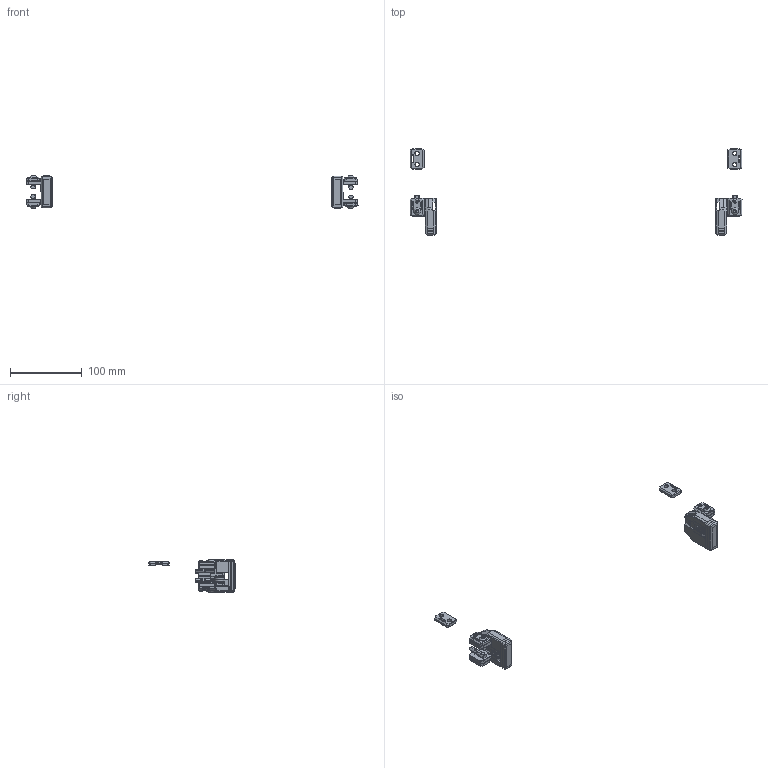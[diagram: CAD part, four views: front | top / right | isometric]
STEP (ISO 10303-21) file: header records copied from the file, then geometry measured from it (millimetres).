
FILE_DESCRIPTION(/* description */ (''),/* implementation_level */ '2;1');
FILE_NAME(/* name */ 'Front Idler DoubleT x genevamotion x AndyABG V2.4beta v13.step',/* time_stamp */ '2024-02-26T13:49:28-06:00',/* author */ (''),/* organization */ (''),/* preprocessor_version */ 'ST-DEVELOPER v20',/* originating_system */ 'Autodesk Translation Framework v12.20.1.177',/* authorisation */ '');
FILE_SCHEMA (('AUTOMOTIVE_DESIGN { 1 0 10303 214 3 1 1 }'));
Products named in the file (28): Front Idler DoubleT x genevamotion x AndyABG V2.4beta; Idler Shuttle_v2beta; Idler Assembly v1 (1) (1) (1) (1); BFI Hardware v2; BFI-V2.4:1; V2_Front_Idler; V2_Front_Idler_Hardware; Cover_Round v1 ; Idler Shuttle_v2beta_1; Idler Assembly v1 (1) (1) (1) (1)_1; M5 1mm Spacer (22) (1) (1) (1) (1); F695 ZZ (20) (1) (1) (1) (1); Front-Idlers_Housing-Cover v2beta; Front-Idlers_Housing v2.4beta; BFI Hardware v2_1; BFI-V2.4:1_1; V2_Front_Idler_1; V2_Front_Idler_Hardware_1; M3x16 BHCS:2 (1); M3x16 BHCS:1 (1); M5X16 BHCS:1 (1); M5X16 BHCS:2 (1); 2020 Drop-in T-nut, M3:2 (1); 2020 Drop-in T-nut, M5:1 (1); 2020 Drop-in T-nut, M5:2 (1); 2020 Drop-in T-nut, M3:1 (1); V2_Belt_Clamp; V2_Belt_Clamp_AB_Drives
Assembly tree (48 placements, depth 6):
  Front Idler DoubleT x genevamotion x AndyABG V2.4beta
    Cover_Round v1   x2
    Idler Shuttle_v2beta
      Idler Assembly v1 (1) (1) (1) (1)
        M5 1mm Spacer (22) (1) (1) (1) (1)  x2
        F695 ZZ (20) (1) (1) (1) (1)  x2
    Front-Idlers_Housing-Cover v2beta  x2
    Front-Idlers_Housing v2.4beta  x2
    BFI Hardware v2
      BFI-V2.4:1
        V2_Front_Idler
          V2_Front_Idler_Hardware
            M3x16 BHCS:2 (1)
            M3x16 BHCS:1 (1)
            M5X16 BHCS:1 (1)
            M5X16 BHCS:2 (1)
            2020 Drop-in T-nut, M3:2 (1)
            2020 Drop-in T-nut, M5:1 (1)
            2020 Drop-in T-nut, M5:2 (1)
            2020 Drop-in T-nut, M3:1 (1)
          V2_Belt_Clamp  x2
      V2_Belt_Clamp_AB_Drives
    Idler Shuttle_v2beta_1
      Idler Assembly v1 (1) (1) (1) (1)_1
        M5 1mm Spacer (22) (1) (1) (1) (1)  x2
        F695 ZZ (20) (1) (1) (1) (1)  x2
    BFI Hardware v2_1
      BFI-V2.4:1_1
        V2_Front_Idler_1
          V2_Front_Idler_Hardware_1
            M3x16 BHCS:2 (1)
            M3x16 BHCS:1 (1)
            M5X16 BHCS:1 (1)
            M5X16 BHCS:2 (1)
            2020 Drop-in T-nut, M3:2 (1)
            2020 Drop-in T-nut, M5:1 (1)
            2020 Drop-in T-nut, M5:2 (1)
            2020 Drop-in T-nut, M3:1 (1)
          V2_Belt_Clamp  x2
      V2_Belt_Clamp_AB_Drives
Bounding box: 462.26 x 119.97 x 46.32 mm (x, y, z)
Volume: 76400.9 mm3; surface area: 50665.7 mm2
Topology: 38 solids, 40 shells, 2786 faces, 7048 edges, 4392 vertices
Faces by surface type: plane 1694, cylinder 576, cone 260, bspline 152, torus 96, sphere 8
Full cylindrical faces by diameter (mm): 2.529 x30, 3 x4, 3.086 x34, 3.3 x10, 3.4 x12, 4.2 x4, 4.7 x4, 5 x12, 5.3 x4, 5.4 x8, 5.7 x4, 5.8 x4, 6.05 x4, 6.5 x12, 7.5 x4, 9.5 x4, 10 x4, 11.5 x8, 13 x4, 15 x4
Entity records: 58194 total; most frequent: CARTESIAN_POINT 23764, ORIENTED_EDGE 7138, DIRECTION 6823, EDGE_CURVE 3569, LINE 2371, VECTOR 2371, AXIS2_PLACEMENT_3D 2226, VERTEX_POINT 2220
